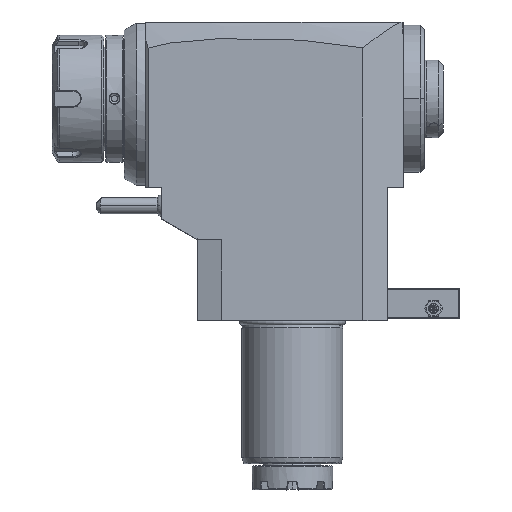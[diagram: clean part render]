
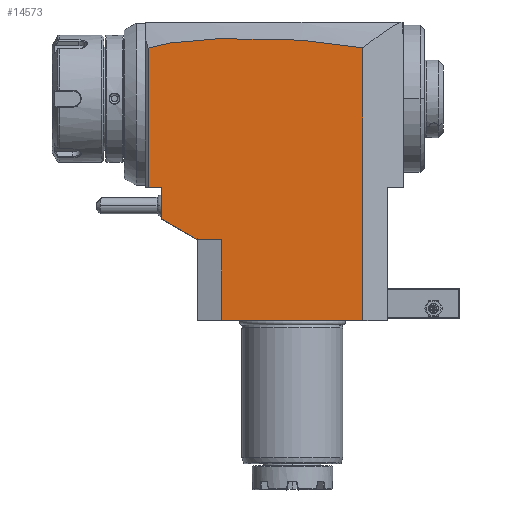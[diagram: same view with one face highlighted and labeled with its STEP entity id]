
A CAD part, top view. The second image highlights one B-rep face of the part: STEP entity #14573.
In plain terms, the highlighted planar face has unit normal (0, 0, 1).
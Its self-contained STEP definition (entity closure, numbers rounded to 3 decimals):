
#3377=DIRECTION('',(-1.,0.,0.));
#3378=VECTOR('',#3377,70.);
#3379=CARTESIAN_POINT('',(35.,0.,44.));
#3380=LINE('',#3379,#3378);
#3458=DIRECTION('',(1.,0.,0.));
#3459=VECTOR('',#3458,6.5);
#3460=CARTESIAN_POINT('',(-71.5,66.,44.));
#3461=LINE('',#3460,#3459);
#3466=DIRECTION('',(0.866,-0.5,0.));
#3467=VECTOR('',#3466,1.155);
#3468=CARTESIAN_POINT('',(-47.,40.577,44.));
#3469=LINE('',#3468,#3467);
#3470=DIRECTION('',(0.,1.,0.));
#3471=VECTOR('',#3470,0.577);
#3472=CARTESIAN_POINT('',(-47.,40.,44.));
#3473=LINE('',#3472,#3471);
#3474=DIRECTION('',(0.866,-0.5,0.));
#3475=VECTOR('',#3474,20.785);
#3476=CARTESIAN_POINT('',(-65.,50.392,44.));
#3477=LINE('',#3476,#3475);
#3478=DIRECTION('',(0.,-1.,0.));
#3479=VECTOR('',#3478,15.608);
#3480=CARTESIAN_POINT('',(-65.,66.,44.));
#3481=LINE('',#3480,#3479);
#3482=DIRECTION('',(0.,-1.,0.));
#3483=VECTOR('',#3482,69.054);
#3484=CARTESIAN_POINT('',(-71.5,135.054,44.));
#3485=LINE('',#3484,#3483);
#3486=CARTESIAN_POINT('',(35.,135.17,44.));
#3487=CARTESIAN_POINT('',(33.751,135.412,44.));
#3488=CARTESIAN_POINT('',(31.235,135.868,44.));
#3489=CARTESIAN_POINT('',(27.422,136.481,44.));
#3490=CARTESIAN_POINT('',(23.555,137.035,44.));
#3491=CARTESIAN_POINT('',(19.631,137.534,44.));
#3492=CARTESIAN_POINT('',(15.615,137.988,44.));
#3493=CARTESIAN_POINT('',(11.32,138.415,44.));
#3494=CARTESIAN_POINT('',(6.565,138.824,44.));
#3495=CARTESIAN_POINT('',(1.209,139.207,44.));
#3496=CARTESIAN_POINT('',(-4.423,139.525,44.));
#3497=CARTESIAN_POINT('',(-10.016,139.759,44.));
#3498=CARTESIAN_POINT('',(-15.56,139.912,44.));
#3499=CARTESIAN_POINT('',(-21.074,139.986,44.));
#3500=CARTESIAN_POINT('',(-26.515,139.98,44.));
#3501=CARTESIAN_POINT('',(-31.815,139.895,44.));
#3502=CARTESIAN_POINT('',(-36.773,139.738,44.));
#3503=CARTESIAN_POINT('',(-41.273,139.525,44.));
#3504=CARTESIAN_POINT('',(-45.228,139.276,44.));
#3505=CARTESIAN_POINT('',(-48.692,139.006,44.));
#3506=CARTESIAN_POINT('',(-51.753,138.722,44.));
#3507=CARTESIAN_POINT('',(-54.464,138.429,44.));
#3508=CARTESIAN_POINT('',(-56.882,138.131,44.));
#3509=CARTESIAN_POINT('',(-59.04,137.832,44.));
#3510=CARTESIAN_POINT('',(-60.949,137.536,44.));
#3511=CARTESIAN_POINT('',(-62.619,137.25,44.));
#3512=CARTESIAN_POINT('',(-64.096,136.972,44.));
#3513=CARTESIAN_POINT('',(-65.444,136.697,44.));
#3514=CARTESIAN_POINT('',(-66.72,136.413,44.));
#3515=CARTESIAN_POINT('',(-67.987,136.105,44.));
#3516=CARTESIAN_POINT('',(-69.225,135.774,44.));
#3517=CARTESIAN_POINT('',(-70.411,135.421,44.));
#3518=CARTESIAN_POINT('',(-71.145,135.178,44.));
#3519=CARTESIAN_POINT('',(-71.5,135.054,44.));
#3521=DIRECTION('',(0.,-1.,0.));
#3522=VECTOR('',#3521,135.17);
#3523=CARTESIAN_POINT('',(35.,135.17,44.));
#3524=LINE('',#3523,#3522);
#3565=DIRECTION('',(0.,-1.,0.));
#3566=VECTOR('',#3565,40.);
#3567=CARTESIAN_POINT('',(-35.,40.,44.));
#3568=LINE('',#3567,#3566);
#3581=DIRECTION('',(1.,0.,0.));
#3582=VECTOR('',#3581,11.);
#3583=CARTESIAN_POINT('',(-46.,40.,44.));
#3584=LINE('',#3583,#3582);
#10822=CARTESIAN_POINT('',(-71.5,66.,44.));
#10823=VERTEX_POINT('',#10822);
#10824=VERTEX_POINT('',#3486);
#10825=VERTEX_POINT('',#3519);
#10844=CARTESIAN_POINT('',(-46.,40.,44.));
#10845=CARTESIAN_POINT('',(-35.,40.,44.));
#10846=VERTEX_POINT('',#10844);
#10847=VERTEX_POINT('',#10845);
#11182=CARTESIAN_POINT('',(35.,0.,44.));
#11183=CARTESIAN_POINT('',(-35.,0.,44.));
#11184=VERTEX_POINT('',#11182);
#11185=VERTEX_POINT('',#11183);
#11210=CARTESIAN_POINT('',(-65.,50.392,44.));
#11211=CARTESIAN_POINT('',(-47.,40.,44.));
#11212=VERTEX_POINT('',#11210);
#11213=VERTEX_POINT('',#11211);
#11326=CARTESIAN_POINT('',(-47.,40.577,44.));
#11328=VERTEX_POINT('',#11326);
#11398=CARTESIAN_POINT('',(-65.,66.,44.));
#11399=VERTEX_POINT('',#11398);
#14547=CARTESIAN_POINT('',(-53.475,40.,44.));
#14548=DIRECTION('',(0.,0.,1.));
#14549=DIRECTION('',(1.,0.,0.));
#14550=AXIS2_PLACEMENT_3D('',#14547,#14548,#14549);
#14551=PLANE('',#14550);
#14553=ORIENTED_EDGE('',*,*,#14552,.F.);
#14555=ORIENTED_EDGE('',*,*,#14554,.F.);
#14557=ORIENTED_EDGE('',*,*,#14556,.F.);
#14558=ORIENTED_EDGE('',*,*,#14527,.F.);
#14559=ORIENTED_EDGE('',*,*,#14516,.F.);
#14561=ORIENTED_EDGE('',*,*,#14560,.F.);
#14563=ORIENTED_EDGE('',*,*,#14562,.F.);
#14565=ORIENTED_EDGE('',*,*,#14564,.T.);
#14566=ORIENTED_EDGE('',*,*,#14455,.T.);
#14568=ORIENTED_EDGE('',*,*,#14567,.F.);
#14570=ORIENTED_EDGE('',*,*,#14569,.F.);
#14571=EDGE_LOOP('',(#14553,#14555,#14557,#14558,#14559,#14561,#14563,#14565,
#14566,#14568,#14570));
#14572=FACE_OUTER_BOUND('',#14571,.F.);
#3520=B_SPLINE_CURVE_WITH_KNOTS('',3,(#3486,#3487,#3488,#3489,#3490,#3491,#3492,
#3493,#3494,#3495,#3496,#3497,#3498,#3499,#3500,#3501,#3502,#3503,#3504,#3505,
#3506,#3507,#3508,#3509,#3510,#3511,#3512,#3513,#3514,#3515,#3516,#3517,#3518,
#3519),.UNSPECIFIED.,.F.,.F.,(4,1,1,1,1,1,1,1,1,1,1,1,1,1,1,1,1,1,1,1,1,1,1,1,1,
1,1,1,1,1,1,4),(0.,0.032,0.065,0.097,
0.129,0.161,0.194,0.226,
0.258,0.29,0.323,0.355,
0.387,0.419,0.452,0.484,
0.516,0.548,0.581,0.613,
0.645,0.677,0.71,0.742,
0.774,0.806,0.839,0.871,
0.903,0.935,0.968,1.),.UNSPECIFIED.);
#14455=EDGE_CURVE('',#11184,#11185,#3380,.T.);
#14516=EDGE_CURVE('',#10823,#11399,#3461,.T.);
#14527=EDGE_CURVE('',#11399,#11212,#3481,.T.);
#14552=EDGE_CURVE('',#11328,#10846,#3469,.T.);
#14554=EDGE_CURVE('',#11213,#11328,#3473,.T.);
#14556=EDGE_CURVE('',#11212,#11213,#3477,.T.);
#14560=EDGE_CURVE('',#10825,#10823,#3485,.T.);
#14562=EDGE_CURVE('',#10824,#10825,#3520,.T.);
#14564=EDGE_CURVE('',#10824,#11184,#3524,.T.);
#14567=EDGE_CURVE('',#10847,#11185,#3568,.T.);
#14569=EDGE_CURVE('',#10846,#10847,#3584,.T.);
#14573=ADVANCED_FACE('',(#14572),#14551,.T.);
